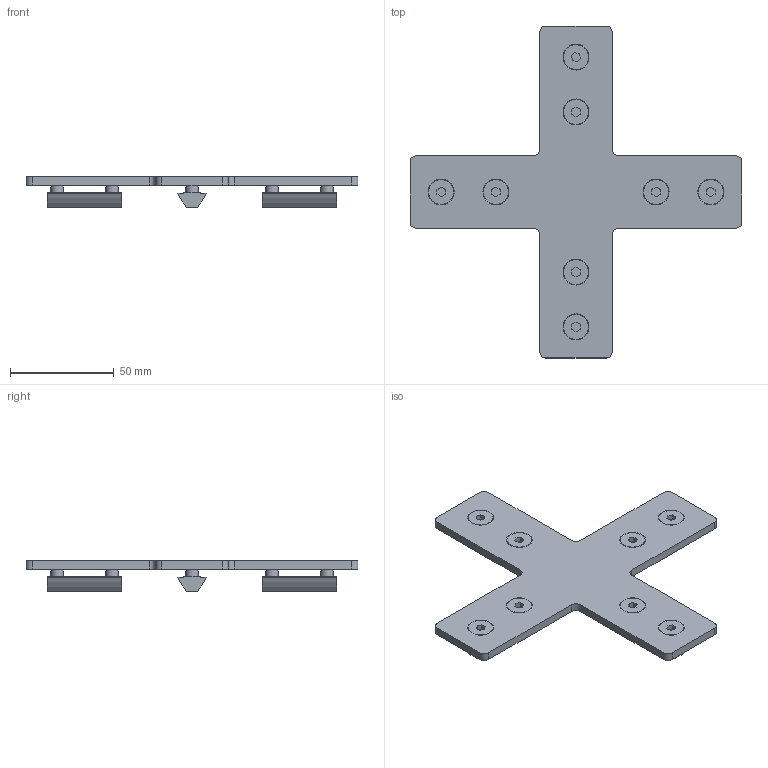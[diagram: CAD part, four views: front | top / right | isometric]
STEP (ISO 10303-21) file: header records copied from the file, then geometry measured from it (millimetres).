
FILE_DESCRIPTION(/* description */ ('Zestaw łącznika zewnętrznego krzyżowego (Rowek 8)'),/* implementation_level */ '2;1');
FILE_NAME(/* name */ '500001.stp',/* time_stamp */ '2022-08-03T07:05:30+02:00',/* author */ ('aluteckkpl_am'),/* organization */ (''),/* preprocessor_version */ 'ST-DEVELOPER v18.1',/* originating_system */ 'Autodesk Inventor 2021',/* authorisation */ '');
FILE_SCHEMA (('CONFIG_CONTROL_DESIGN'));
Length unit declared in the file: millimetre
Products named in the file (1): 500001
Bounding box: 160 x 160 x 14.7 mm (x, y, z)
Volume: 50024.4 mm3; surface area: 29170.4 mm2
Topology: 1 solids, 1 shells, 194 faces, 466 edges, 306 vertices
Faces by surface type: plane 118, cylinder 52, cone 16, torus 8
Full cylindrical faces by diameter (mm): 4.917 x8, 6 x8, 6.5 x8, 12 x8
Entity records: 5913 total; most frequent: DIRECTION 1002, CARTESIAN_POINT 967, ORIENTED_EDGE 932, EDGE_CURVE 466, AXIS2_PLACEMENT_3D 341, LINE 320, VECTOR 320, VERTEX_POINT 306
